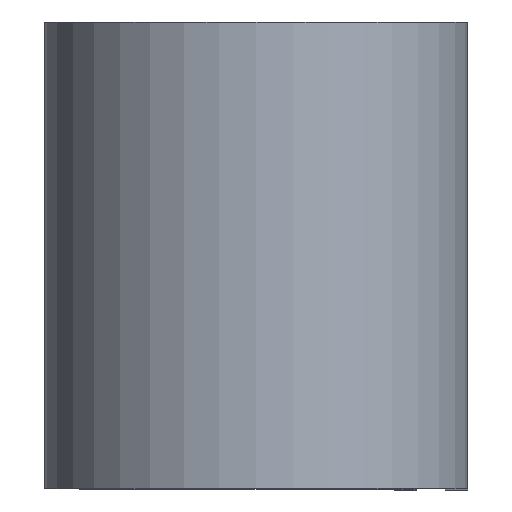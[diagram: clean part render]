
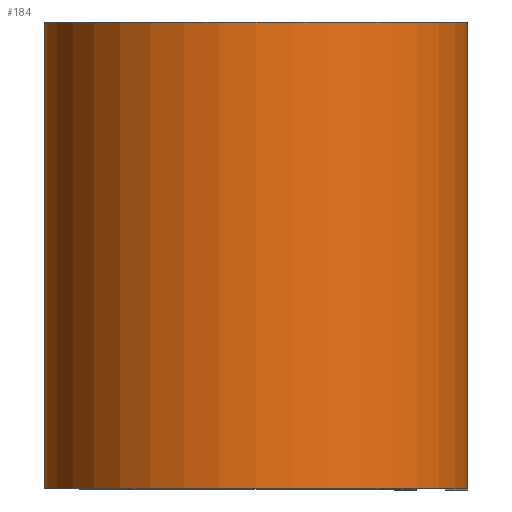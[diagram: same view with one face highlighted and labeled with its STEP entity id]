
A CAD part, top view. The second image highlights one B-rep face of the part: STEP entity #184.
In plain terms, the highlighted cylindrical face has radius 11.532 mm (diameter 23.063 mm), a partial arc.
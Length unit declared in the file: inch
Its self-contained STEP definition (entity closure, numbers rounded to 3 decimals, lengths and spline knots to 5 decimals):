
#13 = LINE ( 'NONE', #194, #183 ) ;
#90 = AXIS2_PLACEMENT_3D ( 'NONE', #179, #181, #554 ) ;
#93 = ORIENTED_EDGE ( 'NONE', *, *, #659, .F. ) ;
#99 = VERTEX_POINT ( 'NONE', #480 ) ;
#111 = EDGE_CURVE ( 'NONE', #638, #306, #530, .T. ) ;
#136 = DIRECTION ( 'NONE',  ( 0., -1., 0. ) ) ;
#148 = DIRECTION ( 'NONE',  ( 0., 0., -1. ) ) ;
#162 = AXIS2_PLACEMENT_3D ( 'NONE', #556, #136, #148 ) ;
#174 = CARTESIAN_POINT ( 'NONE',  ( 0.454, 0.5, 0. ) ) ;
#179 = CARTESIAN_POINT ( 'NONE',  ( 0., 0.5, 0. ) ) ;
#181 = DIRECTION ( 'NONE',  ( 0., 1., 0. ) ) ;
#183 = VECTOR ( 'NONE', #325, 39.37008 ) ;
#184 = ADVANCED_FACE ( 'NONE', ( #698 ), #598, .T. ) ;
#194 = CARTESIAN_POINT ( 'NONE',  ( 0., 0.5, -0.454 ) ) ;
#209 = CARTESIAN_POINT ( 'NONE',  ( 0.454, 0.5, 0. ) ) ;
#211 = CARTESIAN_POINT ( 'NONE',  ( 0.454, -0.5, 0. ) ) ;
#212 = DIRECTION ( 'NONE',  ( 0., -1., 0. ) ) ;
#256 = ORIENTED_EDGE ( 'NONE', *, *, #111, .T. ) ;
#266 = CARTESIAN_POINT ( 'NONE',  ( 0., -0.5, -0.454 ) ) ;
#278 = EDGE_LOOP ( 'NONE', ( #256, #93, #731, #319 ) ) ;
#306 = VERTEX_POINT ( 'NONE', #211 ) ;
#308 = VERTEX_POINT ( 'NONE', #209 ) ;
#319 = ORIENTED_EDGE ( 'NONE', *, *, #636, .T. ) ;
#325 = DIRECTION ( 'NONE',  ( 0., -1., 0. ) ) ;
#463 = EDGE_CURVE ( 'NONE', #99, #308, #548, .T. ) ;
#480 = CARTESIAN_POINT ( 'NONE',  ( 0., 0.5, -0.454 ) ) ;
#514 = VECTOR ( 'NONE', #212, 39.37008 ) ;
#525 = CARTESIAN_POINT ( 'NONE',  ( 0., -0.5, 0. ) ) ;
#530 = CIRCLE ( 'NONE', #723, 0.454 ) ;
#536 = DIRECTION ( 'NONE',  ( 0., 1., 0. ) ) ;
#542 = DIRECTION ( 'NONE',  ( 1., 0., 0. ) ) ;
#548 = CIRCLE ( 'NONE', #90, 0.454 ) ;
#554 = DIRECTION ( 'NONE',  ( 1., 0., 0. ) ) ;
#556 = CARTESIAN_POINT ( 'NONE',  ( 0., 0.5, 0. ) ) ;
#598 = CYLINDRICAL_SURFACE ( 'NONE', #162, 0.454 ) ;
#636 = EDGE_CURVE ( 'NONE', #99, #638, #13, .T. ) ;
#638 = VERTEX_POINT ( 'NONE', #266 ) ;
#659 = EDGE_CURVE ( 'NONE', #308, #306, #728, .T. ) ;
#698 = FACE_OUTER_BOUND ( 'NONE', #278, .T. ) ;
#723 = AXIS2_PLACEMENT_3D ( 'NONE', #525, #536, #542 ) ;
#728 = LINE ( 'NONE', #174, #514 ) ;
#731 = ORIENTED_EDGE ( 'NONE', *, *, #463, .F. ) ;
